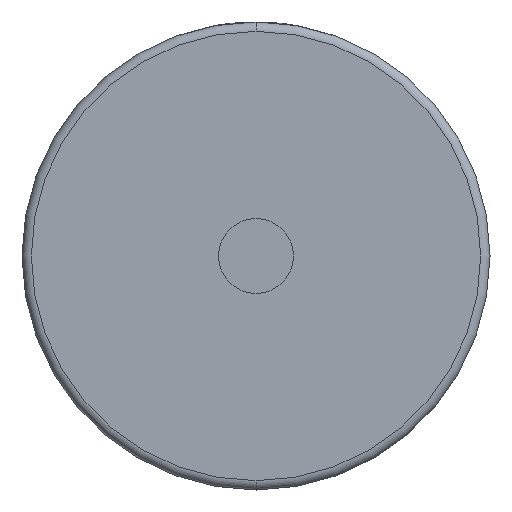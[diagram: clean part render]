
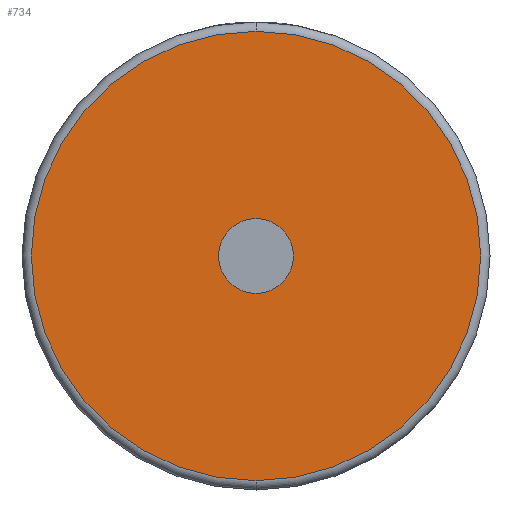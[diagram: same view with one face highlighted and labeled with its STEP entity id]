
A CAD part, front view. The second image highlights one B-rep face of the part: STEP entity #734.
In plain terms, the highlighted planar face has unit normal (0, -1, 0).
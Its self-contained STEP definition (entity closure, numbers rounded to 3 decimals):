
#228 = VERTEX_POINT ( 'NONE', #4502 ) ;
#402 = ORIENTED_EDGE ( 'NONE', *, *, #5221, .T. ) ;
#528 = AXIS2_PLACEMENT_3D ( 'NONE', #4533, #4166, #5499 ) ;
#540 = ORIENTED_EDGE ( 'NONE', *, *, #4200, .F. ) ;
#734 = ADVANCED_FACE ( 'NONE', ( #888, #5233 ), #2628, .F. ) ;
#888 = FACE_OUTER_BOUND ( 'NONE', #6102, .T. ) ;
#932 = ORIENTED_EDGE ( 'NONE', *, *, #5217, .T. ) ;
#933 = VERTEX_POINT ( 'NONE', #3541 ) ;
#1127 = DIRECTION ( 'NONE',  ( 0., 0., 1. ) ) ;
#1395 = CIRCLE ( 'NONE', #528, 4. ) ;
#1401 = VERTEX_POINT ( 'NONE', #2702 ) ;
#1565 = AXIS2_PLACEMENT_3D ( 'NONE', #5124, #5100, #2777 ) ;
#1577 = AXIS2_PLACEMENT_3D ( 'NONE', #4377, #2054, #1127 ) ;
#1641 = AXIS2_PLACEMENT_3D ( 'NONE', #5398, #5869, #3046 ) ;
#2054 = DIRECTION ( 'NONE',  ( 0., -1., 0. ) ) ;
#2125 = DIRECTION ( 'NONE',  ( 0., -1., 0. ) ) ;
#2154 = AXIS2_PLACEMENT_3D ( 'NONE', #4945, #2125, #5417 ) ;
#2628 = PLANE ( 'NONE',  #1565 ) ;
#2702 = CARTESIAN_POINT ( 'NONE',  ( 0., 0., -4. ) ) ;
#2777 = DIRECTION ( 'NONE',  ( 0., 0., 1. ) ) ;
#2787 = VERTEX_POINT ( 'NONE', #5624 ) ;
#3046 = DIRECTION ( 'NONE',  ( 0., 0., 1. ) ) ;
#3325 = CIRCLE ( 'NONE', #1577, 4. ) ;
#3541 = CARTESIAN_POINT ( 'NONE',  ( 0., 0., -24. ) ) ;
#4166 = DIRECTION ( 'NONE',  ( 0., -1., 0. ) ) ;
#4200 = EDGE_CURVE ( 'NONE', #2787, #1401, #3325, .T. ) ;
#4377 = CARTESIAN_POINT ( 'NONE',  ( 0., 0., 0. ) ) ;
#4483 = CIRCLE ( 'NONE', #1641, 24. ) ;
#4502 = CARTESIAN_POINT ( 'NONE',  ( 0., 0., 24. ) ) ;
#4533 = CARTESIAN_POINT ( 'NONE',  ( 0., 0., 0. ) ) ;
#4945 = CARTESIAN_POINT ( 'NONE',  ( 0., 0., 0. ) ) ;
#5100 = DIRECTION ( 'NONE',  ( 0., 1., 0. ) ) ;
#5124 = CARTESIAN_POINT ( 'NONE',  ( 0., 0., 0. ) ) ;
#5217 = EDGE_CURVE ( 'NONE', #228, #933, #4483, .T. ) ;
#5221 = EDGE_CURVE ( 'NONE', #933, #228, #5243, .T. ) ;
#5233 = FACE_BOUND ( 'NONE', #5855, .T. ) ;
#5243 = CIRCLE ( 'NONE', #2154, 24. ) ;
#5245 = ORIENTED_EDGE ( 'NONE', *, *, #5885, .F. ) ;
#5398 = CARTESIAN_POINT ( 'NONE',  ( 0., 0., 0. ) ) ;
#5417 = DIRECTION ( 'NONE',  ( 0., 0., 1. ) ) ;
#5499 = DIRECTION ( 'NONE',  ( 0., 0., 1. ) ) ;
#5624 = CARTESIAN_POINT ( 'NONE',  ( 0., 0., 4. ) ) ;
#5855 = EDGE_LOOP ( 'NONE', ( #540, #5245 ) ) ;
#5869 = DIRECTION ( 'NONE',  ( 0., -1., 0. ) ) ;
#5885 = EDGE_CURVE ( 'NONE', #1401, #2787, #1395, .T. ) ;
#6102 = EDGE_LOOP ( 'NONE', ( #932, #402 ) ) ;
